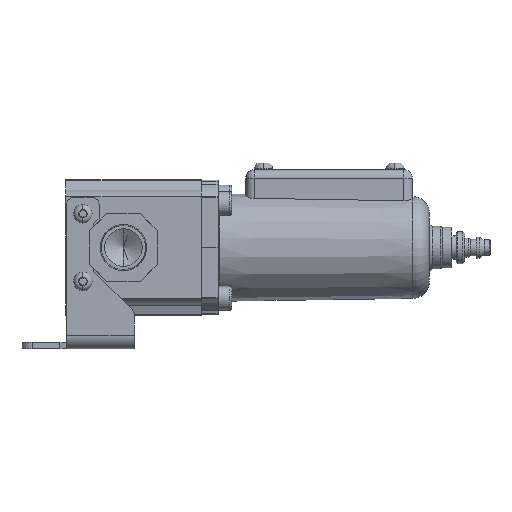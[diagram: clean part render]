
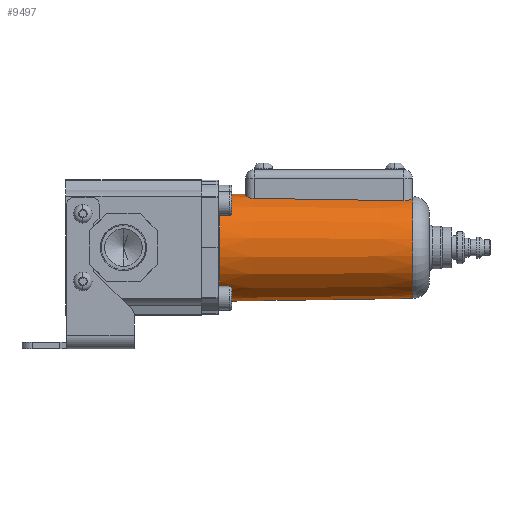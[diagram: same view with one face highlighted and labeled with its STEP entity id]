
A CAD part, left-side view. The second image highlights one B-rep face of the part: STEP entity #9497.
In plain terms, the highlighted conical face has half-angle 0.833 degrees and reference radius 14.986 mm.
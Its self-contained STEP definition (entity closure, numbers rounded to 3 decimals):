
#601 = ORIENTED_EDGE ( 'NONE', *, *, #6203, .T. ) ;
#720 = VECTOR ( 'NONE', #4926, 1000. ) ;
#810 = DIRECTION ( 'NONE',  ( 0., 1., 0. ) ) ;
#964 = CARTESIAN_POINT ( 'NONE',  ( 0., -90.5, 0. ) ) ;
#993 = VERTEX_POINT ( 'NONE', #10134 ) ;
#1142 = EDGE_CURVE ( 'NONE', #9853, #11028, #9619, .T. ) ;
#2065 = CARTESIAN_POINT ( 'NONE',  ( 0., -28.493, 0. ) ) ;
#2769 = ORIENTED_EDGE ( 'NONE', *, *, #1142, .T. ) ;
#2783 = DIRECTION ( 'NONE',  ( 0., 0., 1. ) ) ;
#2790 = CARTESIAN_POINT ( 'NONE',  ( 0., -85.573, 15.058 ) ) ;
#2974 = DIRECTION ( 'NONE',  ( 0., 0., -1. ) ) ;
#3126 = CARTESIAN_POINT ( 'NONE',  ( 0., -90.5, -14.986 ) ) ;
#3319 = CARTESIAN_POINT ( 'NONE',  ( 0., -28.493, -15.888 ) ) ;
#3568 = EDGE_CURVE ( 'NONE', #993, #11274, #5459, .T. ) ;
#4058 = FACE_OUTER_BOUND ( 'NONE', #5383, .T. ) ;
#4158 = AXIS2_PLACEMENT_3D ( 'NONE', #2065, #8352, #2974 ) ;
#4391 = LINE ( 'NONE', #10466, #8886 ) ;
#4926 = DIRECTION ( 'NONE',  ( 0., 1., -0.015 ) ) ;
#5039 = DIRECTION ( 'NONE',  ( 0., 1., 0.015 ) ) ;
#5383 = EDGE_LOOP ( 'NONE', ( #6967, #7747, #601, #2769 ) ) ;
#5459 = CIRCLE ( 'NONE', #8068, 15.058 ) ;
#5515 = LINE ( 'NONE', #3126, #720 ) ;
#6126 = EDGE_CURVE ( 'NONE', #993, #11028, #5515, .T. ) ;
#6198 = CARTESIAN_POINT ( 'NONE',  ( 0., -85.573, 0. ) ) ;
#6203 = EDGE_CURVE ( 'NONE', #11274, #9853, #4391, .T. ) ;
#6911 = AXIS2_PLACEMENT_3D ( 'NONE', #964, #8152, #2783 ) ;
#6967 = ORIENTED_EDGE ( 'NONE', *, *, #6126, .F. ) ;
#7100 = DIRECTION ( 'NONE',  ( 0., 0., 1. ) ) ;
#7747 = ORIENTED_EDGE ( 'NONE', *, *, #3568, .T. ) ;
#8068 = AXIS2_PLACEMENT_3D ( 'NONE', #6198, #810, #7100 ) ;
#8152 = DIRECTION ( 'NONE',  ( 0., 1., 0. ) ) ;
#8352 = DIRECTION ( 'NONE',  ( 0., -1., 0. ) ) ;
#8886 = VECTOR ( 'NONE', #5039, 1000. ) ;
#9497 = ADVANCED_FACE ( 'NONE', ( #4058 ), #10656, .T. ) ;
#9619 = CIRCLE ( 'NONE', #4158, 15.888 ) ;
#9686 = CARTESIAN_POINT ( 'NONE',  ( 0., -28.493, 15.888 ) ) ;
#9853 = VERTEX_POINT ( 'NONE', #9686 ) ;
#10134 = CARTESIAN_POINT ( 'NONE',  ( 0., -85.573, -15.058 ) ) ;
#10466 = CARTESIAN_POINT ( 'NONE',  ( 0., -90.5, 14.986 ) ) ;
#10656 = CONICAL_SURFACE ( 'NONE', #6911, 14.986, 0.015 ) ;
#11028 = VERTEX_POINT ( 'NONE', #3319 ) ;
#11274 = VERTEX_POINT ( 'NONE', #2790 ) ;
